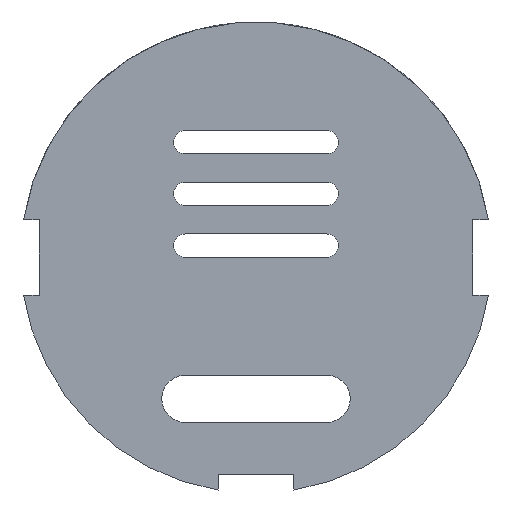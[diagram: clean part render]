
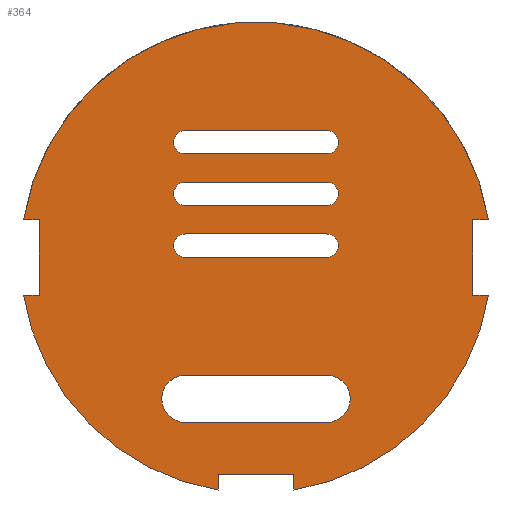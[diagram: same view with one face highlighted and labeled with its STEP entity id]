
A CAD part, left-side view. The second image highlights one B-rep face of the part: STEP entity #364.
In plain terms, the highlighted planar face has unit normal (-1, 0, 0).
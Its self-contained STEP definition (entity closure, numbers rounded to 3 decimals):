
#85=CARTESIAN_POINT('Vertex',(0.,-46.,8.)) ;
#90=CARTESIAN_POINT('Line Origine',(0.,-46.,0.)) ;
#94=CARTESIAN_POINT('Vertex',(0.,-46.,-8.)) ;
#134=CARTESIAN_POINT('Axis2P3D Location',(0.,0.,0.)) ;
#139=CARTESIAN_POINT('Line Origine',(0.,-47.678,-8.)) ;
#143=CARTESIAN_POINT('Vertex',(0.,-49.356,-8.)) ;
#146=CARTESIAN_POINT('Line Origine',(0.,-47.678,8.)) ;
#150=CARTESIAN_POINT('Vertex',(0.,-49.356,8.)) ;
#153=CARTESIAN_POINT('Axis2P3D Location',(0.,0.,0.)) ;
#157=CARTESIAN_POINT('Vertex',(0.,49.356,8.)) ;
#160=CARTESIAN_POINT('Line Origine',(0.,47.678,8.)) ;
#164=CARTESIAN_POINT('Vertex',(0.,46.,8.)) ;
#167=CARTESIAN_POINT('Line Origine',(0.,46.,0.)) ;
#171=CARTESIAN_POINT('Vertex',(0.,46.,-8.)) ;
#174=CARTESIAN_POINT('Line Origine',(0.,47.678,-8.)) ;
#178=CARTESIAN_POINT('Vertex',(0.,49.356,-8.)) ;
#181=CARTESIAN_POINT('Axis2P3D Location',(0.,0.,0.)) ;
#185=CARTESIAN_POINT('Vertex',(0.,8.,-49.356)) ;
#188=CARTESIAN_POINT('Line Origine',(0.,8.,-47.678)) ;
#192=CARTESIAN_POINT('Vertex',(0.,8.,-46.)) ;
#195=CARTESIAN_POINT('Line Origine',(0.,0.,-46.)) ;
#199=CARTESIAN_POINT('Vertex',(0.,-8.,-46.)) ;
#202=CARTESIAN_POINT('Line Origine',(0.,-8.,-47.678)) ;
#206=CARTESIAN_POINT('Vertex',(0.,-8.,-49.356)) ;
#209=CARTESIAN_POINT('Axis2P3D Location',(0.,0.,0.)) ;
#228=CARTESIAN_POINT('Line Origine',(0.,0.,-25.)) ;
#232=CARTESIAN_POINT('Vertex',(0.,15.,-25.)) ;
#234=CARTESIAN_POINT('Vertex',(0.,-15.,-25.)) ;
#237=CARTESIAN_POINT('Axis2P3D Location',(0.,-15.,-30.)) ;
#241=CARTESIAN_POINT('Vertex',(0.,-15.,-35.)) ;
#244=CARTESIAN_POINT('Line Origine',(0.,0.,-35.)) ;
#248=CARTESIAN_POINT('Vertex',(0.,15.,-35.)) ;
#251=CARTESIAN_POINT('Axis2P3D Location',(0.,15.,-30.)) ;
#262=CARTESIAN_POINT('Line Origine',(0.,0.,5.)) ;
#266=CARTESIAN_POINT('Vertex',(0.,15.,5.)) ;
#268=CARTESIAN_POINT('Vertex',(0.,-15.,5.)) ;
#271=CARTESIAN_POINT('Axis2P3D Location',(0.,-15.,2.5)) ;
#275=CARTESIAN_POINT('Vertex',(0.,-15.,0.)) ;
#278=CARTESIAN_POINT('Line Origine',(0.,0.,0.)) ;
#282=CARTESIAN_POINT('Vertex',(0.,15.,0.)) ;
#285=CARTESIAN_POINT('Axis2P3D Location',(0.,15.,2.5)) ;
#296=CARTESIAN_POINT('Line Origine',(0.,0.,16.)) ;
#300=CARTESIAN_POINT('Vertex',(0.,15.,16.)) ;
#302=CARTESIAN_POINT('Vertex',(0.,-15.,16.)) ;
#305=CARTESIAN_POINT('Axis2P3D Location',(0.,-15.,13.5)) ;
#309=CARTESIAN_POINT('Vertex',(0.,-15.,11.)) ;
#312=CARTESIAN_POINT('Line Origine',(0.,0.,11.)) ;
#316=CARTESIAN_POINT('Vertex',(0.,15.,11.)) ;
#319=CARTESIAN_POINT('Axis2P3D Location',(0.,15.,13.5)) ;
#330=CARTESIAN_POINT('Line Origine',(0.,0.,27.)) ;
#334=CARTESIAN_POINT('Vertex',(0.,15.,27.)) ;
#336=CARTESIAN_POINT('Vertex',(0.,-15.,27.)) ;
#339=CARTESIAN_POINT('Axis2P3D Location',(0.,-15.,24.5)) ;
#343=CARTESIAN_POINT('Vertex',(0.,-15.,22.)) ;
#346=CARTESIAN_POINT('Line Origine',(0.,0.,22.)) ;
#350=CARTESIAN_POINT('Vertex',(0.,15.,22.)) ;
#353=CARTESIAN_POINT('Axis2P3D Location',(0.,15.,24.5)) ;
#91=DIRECTION('Vector Direction',(0.,0.,-1.)) ;
#135=DIRECTION('Axis2P3D Direction',(1.,0.,0.)) ;
#136=DIRECTION('Axis2P3D XDirection',(0.,1.,0.)) ;
#140=DIRECTION('Vector Direction',(0.,1.,0.)) ;
#147=DIRECTION('Vector Direction',(0.,-1.,0.)) ;
#154=DIRECTION('Axis2P3D Direction',(1.,0.,0.)) ;
#161=DIRECTION('Vector Direction',(0.,-1.,0.)) ;
#168=DIRECTION('Vector Direction',(0.,0.,1.)) ;
#175=DIRECTION('Vector Direction',(0.,1.,0.)) ;
#182=DIRECTION('Axis2P3D Direction',(1.,0.,0.)) ;
#189=DIRECTION('Vector Direction',(0.,0.,1.)) ;
#196=DIRECTION('Vector Direction',(0.,1.,0.)) ;
#203=DIRECTION('Vector Direction',(0.,0.,-1.)) ;
#210=DIRECTION('Axis2P3D Direction',(1.,0.,0.)) ;
#229=DIRECTION('Vector Direction',(0.,1.,0.)) ;
#238=DIRECTION('Axis2P3D Direction',(1.,0.,0.)) ;
#245=DIRECTION('Vector Direction',(0.,-1.,0.)) ;
#252=DIRECTION('Axis2P3D Direction',(1.,0.,0.)) ;
#263=DIRECTION('Vector Direction',(0.,1.,0.)) ;
#272=DIRECTION('Axis2P3D Direction',(1.,0.,0.)) ;
#279=DIRECTION('Vector Direction',(0.,-1.,0.)) ;
#286=DIRECTION('Axis2P3D Direction',(1.,0.,0.)) ;
#297=DIRECTION('Vector Direction',(0.,1.,0.)) ;
#306=DIRECTION('Axis2P3D Direction',(1.,0.,0.)) ;
#313=DIRECTION('Vector Direction',(0.,-1.,0.)) ;
#320=DIRECTION('Axis2P3D Direction',(1.,0.,0.)) ;
#331=DIRECTION('Vector Direction',(0.,1.,0.)) ;
#340=DIRECTION('Axis2P3D Direction',(1.,0.,0.)) ;
#347=DIRECTION('Vector Direction',(0.,-1.,0.)) ;
#354=DIRECTION('Axis2P3D Direction',(1.,0.,0.)) ;
#137=AXIS2_PLACEMENT_3D('Plane Axis2P3D',#134,#135,#136) ;
#155=AXIS2_PLACEMENT_3D('Circle Axis2P3D',#153,#154,$) ;
#183=AXIS2_PLACEMENT_3D('Circle Axis2P3D',#181,#182,$) ;
#211=AXIS2_PLACEMENT_3D('Circle Axis2P3D',#209,#210,$) ;
#239=AXIS2_PLACEMENT_3D('Circle Axis2P3D',#237,#238,$) ;
#253=AXIS2_PLACEMENT_3D('Circle Axis2P3D',#251,#252,$) ;
#273=AXIS2_PLACEMENT_3D('Circle Axis2P3D',#271,#272,$) ;
#287=AXIS2_PLACEMENT_3D('Circle Axis2P3D',#285,#286,$) ;
#307=AXIS2_PLACEMENT_3D('Circle Axis2P3D',#305,#306,$) ;
#321=AXIS2_PLACEMENT_3D('Circle Axis2P3D',#319,#320,$) ;
#341=AXIS2_PLACEMENT_3D('Circle Axis2P3D',#339,#340,$) ;
#355=AXIS2_PLACEMENT_3D('Circle Axis2P3D',#353,#354,$) ;
#215=ORIENTED_EDGE('',*,*,#145,.F.) ;
#216=ORIENTED_EDGE('',*,*,#96,.F.) ;
#217=ORIENTED_EDGE('',*,*,#152,.F.) ;
#218=ORIENTED_EDGE('',*,*,#159,.F.) ;
#219=ORIENTED_EDGE('',*,*,#166,.F.) ;
#220=ORIENTED_EDGE('',*,*,#173,.F.) ;
#221=ORIENTED_EDGE('',*,*,#180,.F.) ;
#222=ORIENTED_EDGE('',*,*,#187,.F.) ;
#223=ORIENTED_EDGE('',*,*,#194,.F.) ;
#224=ORIENTED_EDGE('',*,*,#201,.F.) ;
#225=ORIENTED_EDGE('',*,*,#208,.F.) ;
#226=ORIENTED_EDGE('',*,*,#213,.F.) ;
#257=ORIENTED_EDGE('',*,*,#236,.T.) ;
#258=ORIENTED_EDGE('',*,*,#243,.T.) ;
#259=ORIENTED_EDGE('',*,*,#250,.T.) ;
#260=ORIENTED_EDGE('',*,*,#255,.T.) ;
#291=ORIENTED_EDGE('',*,*,#270,.T.) ;
#292=ORIENTED_EDGE('',*,*,#277,.T.) ;
#293=ORIENTED_EDGE('',*,*,#284,.T.) ;
#294=ORIENTED_EDGE('',*,*,#289,.T.) ;
#325=ORIENTED_EDGE('',*,*,#304,.T.) ;
#326=ORIENTED_EDGE('',*,*,#311,.T.) ;
#327=ORIENTED_EDGE('',*,*,#318,.T.) ;
#328=ORIENTED_EDGE('',*,*,#323,.T.) ;
#359=ORIENTED_EDGE('',*,*,#338,.T.) ;
#360=ORIENTED_EDGE('',*,*,#345,.T.) ;
#361=ORIENTED_EDGE('',*,*,#352,.T.) ;
#362=ORIENTED_EDGE('',*,*,#357,.T.) ;
#261=FACE_BOUND('',#256,.T.) ;
#295=FACE_BOUND('',#290,.T.) ;
#329=FACE_BOUND('',#324,.T.) ;
#363=FACE_BOUND('',#358,.T.) ;
#92=VECTOR('Line Direction',#91,1.) ;
#141=VECTOR('Line Direction',#140,1.) ;
#148=VECTOR('Line Direction',#147,1.) ;
#162=VECTOR('Line Direction',#161,1.) ;
#169=VECTOR('Line Direction',#168,1.) ;
#176=VECTOR('Line Direction',#175,1.) ;
#190=VECTOR('Line Direction',#189,1.) ;
#197=VECTOR('Line Direction',#196,1.) ;
#204=VECTOR('Line Direction',#203,1.) ;
#230=VECTOR('Line Direction',#229,1.) ;
#246=VECTOR('Line Direction',#245,1.) ;
#264=VECTOR('Line Direction',#263,1.) ;
#280=VECTOR('Line Direction',#279,1.) ;
#298=VECTOR('Line Direction',#297,1.) ;
#314=VECTOR('Line Direction',#313,1.) ;
#332=VECTOR('Line Direction',#331,1.) ;
#348=VECTOR('Line Direction',#347,1.) ;
#364=ADVANCED_FACE('Corps principal',(#227,#261,#295,#329,#363),#138,.F.) ;
#156=CIRCLE('generated circle',#155,50.) ;
#184=CIRCLE('generated circle',#183,50.) ;
#212=CIRCLE('generated circle',#211,50.) ;
#240=CIRCLE('generated circle',#239,5.) ;
#254=CIRCLE('generated circle',#253,5.) ;
#274=CIRCLE('generated circle',#273,2.5) ;
#288=CIRCLE('generated circle',#287,2.5) ;
#308=CIRCLE('generated circle',#307,2.5) ;
#322=CIRCLE('generated circle',#321,2.5) ;
#342=CIRCLE('generated circle',#341,2.5) ;
#356=CIRCLE('generated circle',#355,2.5) ;
#96=EDGE_CURVE('',#86,#95,#93,.T.) ;
#145=EDGE_CURVE('',#95,#144,#142,.F.) ;
#152=EDGE_CURVE('',#151,#86,#149,.F.) ;
#159=EDGE_CURVE('',#158,#151,#156,.T.) ;
#166=EDGE_CURVE('',#165,#158,#163,.F.) ;
#173=EDGE_CURVE('',#172,#165,#170,.T.) ;
#180=EDGE_CURVE('',#179,#172,#177,.F.) ;
#187=EDGE_CURVE('',#186,#179,#184,.T.) ;
#194=EDGE_CURVE('',#193,#186,#191,.F.) ;
#201=EDGE_CURVE('',#200,#193,#198,.T.) ;
#208=EDGE_CURVE('',#207,#200,#205,.F.) ;
#213=EDGE_CURVE('',#144,#207,#212,.T.) ;
#236=EDGE_CURVE('',#233,#235,#231,.F.) ;
#243=EDGE_CURVE('',#235,#242,#240,.T.) ;
#250=EDGE_CURVE('',#242,#249,#247,.F.) ;
#255=EDGE_CURVE('',#249,#233,#254,.T.) ;
#270=EDGE_CURVE('',#267,#269,#265,.F.) ;
#277=EDGE_CURVE('',#269,#276,#274,.T.) ;
#284=EDGE_CURVE('',#276,#283,#281,.F.) ;
#289=EDGE_CURVE('',#283,#267,#288,.T.) ;
#304=EDGE_CURVE('',#301,#303,#299,.F.) ;
#311=EDGE_CURVE('',#303,#310,#308,.T.) ;
#318=EDGE_CURVE('',#310,#317,#315,.F.) ;
#323=EDGE_CURVE('',#317,#301,#322,.T.) ;
#338=EDGE_CURVE('',#335,#337,#333,.F.) ;
#345=EDGE_CURVE('',#337,#344,#342,.T.) ;
#352=EDGE_CURVE('',#344,#351,#349,.F.) ;
#357=EDGE_CURVE('',#351,#335,#356,.T.) ;
#214=EDGE_LOOP('',(#215,#216,#217,#218,#219,#220,#221,#222,#223,#224,#225,#226)) ;
#256=EDGE_LOOP('',(#257,#258,#259,#260)) ;
#290=EDGE_LOOP('',(#291,#292,#293,#294)) ;
#324=EDGE_LOOP('',(#325,#326,#327,#328)) ;
#358=EDGE_LOOP('',(#359,#360,#361,#362)) ;
#227=FACE_OUTER_BOUND('',#214,.T.) ;
#93=LINE('Line',#90,#92) ;
#142=LINE('Line',#139,#141) ;
#149=LINE('Line',#146,#148) ;
#163=LINE('Line',#160,#162) ;
#170=LINE('Line',#167,#169) ;
#177=LINE('Line',#174,#176) ;
#191=LINE('Line',#188,#190) ;
#198=LINE('Line',#195,#197) ;
#205=LINE('Line',#202,#204) ;
#231=LINE('Line',#228,#230) ;
#247=LINE('Line',#244,#246) ;
#265=LINE('Line',#262,#264) ;
#281=LINE('Line',#278,#280) ;
#299=LINE('Line',#296,#298) ;
#315=LINE('Line',#312,#314) ;
#333=LINE('Line',#330,#332) ;
#349=LINE('Line',#346,#348) ;
#138=PLANE('',#137) ;
#86=VERTEX_POINT('',#85) ;
#95=VERTEX_POINT('',#94) ;
#144=VERTEX_POINT('',#143) ;
#151=VERTEX_POINT('',#150) ;
#158=VERTEX_POINT('',#157) ;
#165=VERTEX_POINT('',#164) ;
#172=VERTEX_POINT('',#171) ;
#179=VERTEX_POINT('',#178) ;
#186=VERTEX_POINT('',#185) ;
#193=VERTEX_POINT('',#192) ;
#200=VERTEX_POINT('',#199) ;
#207=VERTEX_POINT('',#206) ;
#233=VERTEX_POINT('',#232) ;
#235=VERTEX_POINT('',#234) ;
#242=VERTEX_POINT('',#241) ;
#249=VERTEX_POINT('',#248) ;
#267=VERTEX_POINT('',#266) ;
#269=VERTEX_POINT('',#268) ;
#276=VERTEX_POINT('',#275) ;
#283=VERTEX_POINT('',#282) ;
#301=VERTEX_POINT('',#300) ;
#303=VERTEX_POINT('',#302) ;
#310=VERTEX_POINT('',#309) ;
#317=VERTEX_POINT('',#316) ;
#335=VERTEX_POINT('',#334) ;
#337=VERTEX_POINT('',#336) ;
#344=VERTEX_POINT('',#343) ;
#351=VERTEX_POINT('',#350) ;
